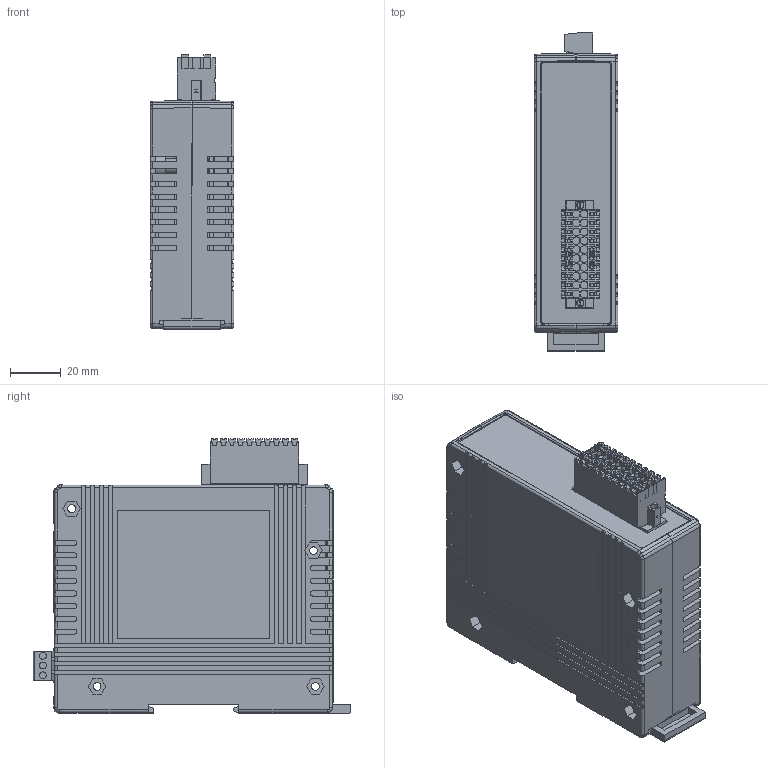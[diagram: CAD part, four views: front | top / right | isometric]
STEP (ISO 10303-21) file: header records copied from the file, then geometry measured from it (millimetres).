
FILE_DESCRIPTION (( 'STEP AP203' ), '1' );
FILE_NAME ('ET-2251.STEP', '2020-06-10T06:54:49', ( 'Windows 使用者' ), ( '' ), 'SwSTEP 2.0', 'SolidWorks 2019', '' );
FILE_SCHEMA (( 'CONFIG_CONTROL_DESIGN' ));
Length unit declared in the file: millimetre
Products named in the file (17): 2DJ049_RB1-126BHQ1A; F.G.馬口鐵(4SI21A0000001); 2DSD008_MK-22D10; VE-033131000AG; 4SI21G0000007; 4SI21K0000074; PROFI-2000 滑片(4SI21K0000031); 4SI21K0000053; ET-2242_PCB; VD-033130000AG; 4SI21G0000008; ET-2251; B2CF 3_50_20_180F SN OR BX; VD-033130000AG_90D; S2L_3_50_20_90F_3_5SN_OR_BX; tGW-2235_PCB
Assembly tree (17 placements, depth 4):
  ET-2251
    ET-2242_PCB
      tGW-2235_PCB
      2DJ049_RB1-126BHQ1A  x2
      2DSD008_MK-22D10
      VD-033130000AG_90D
        VE-033131000AG
        VD-033130000AG
      B2CF 3_50_20_180F SN OR BX
        S2L_3_50_20_90F_3_5SN_OR_BX
        B2CF 3_50_20_180F SN OR BX
    4SI21G0000008
    F.G.馬口鐵(4SI21A0000001)
    4SI21G0000007
    4SI21K0000074
    4SI21K0000053
    PROFI-2000 滑片(4SI21K0000031)
Bounding box: 33 x 125.2 x 108.22 mm (x, y, z)
Volume: 100211.8 mm3; surface area: 127732.9 mm2
Topology: 15 solids, 15 shells, 3762 faces, 10434 edges, 6808 vertices
Faces by surface type: plane 2966, cylinder 612, cone 128, bspline 32, sphere 14, torus 10
Entity records: 120286 total; most frequent: CARTESIAN_POINT 22919, ORIENTED_EDGE 20608, DIRECTION 18973, EDGE_CURVE 10304, LINE 8253, VECTOR 8253, VERTEX_POINT 6726, AXIS2_PLACEMENT_3D 5360
